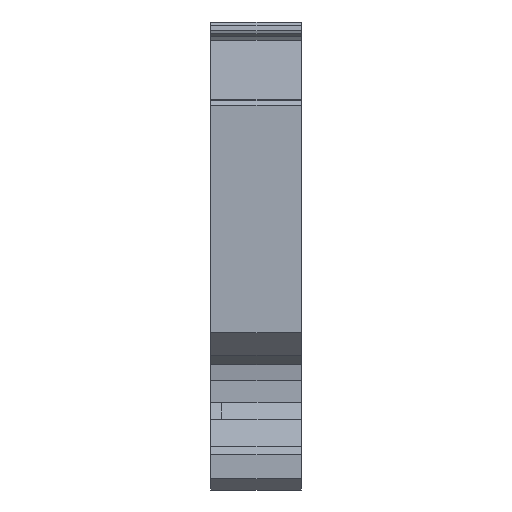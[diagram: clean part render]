
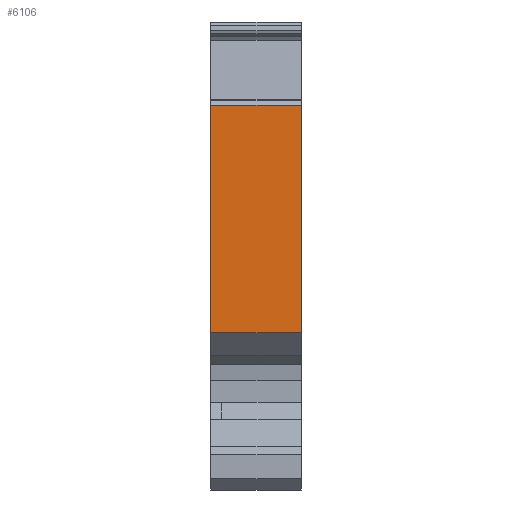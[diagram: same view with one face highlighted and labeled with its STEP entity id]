
A CAD part, left-side view. The second image highlights one B-rep face of the part: STEP entity #6106.
In plain terms, the highlighted free-form (B-spline) face has degree [1, 1] with [2, 2] control points.
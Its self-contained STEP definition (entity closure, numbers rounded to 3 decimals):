
#537=CARTESIAN_POINT('',(-29.8,8.2,28.683));
#538=VERTEX_POINT('',#537);
#547=CARTESIAN_POINT('',(-29.8,0.,28.683));
#548=VERTEX_POINT('',#547);
#549=CARTESIAN_POINT('',(-29.8,8.2,28.683));
#550=CARTESIAN_POINT('',(-29.8,0.,28.683));
#551=B_SPLINE_CURVE_WITH_KNOTS('',1,(#549,#550),.POLYLINE_FORM.,.F.,.U.,(2,2),(0.,1.),.UNSPECIFIED.);
#552=EDGE_CURVE('',#538,#548,#551,.T.);
#2380=CARTESIAN_POINT('',(-29.8,8.2,8.1));
#2381=VERTEX_POINT('',#2380);
#2395=CARTESIAN_POINT('',(-29.8,0.,8.1));
#2396=VERTEX_POINT('',#2395);
#2403=CARTESIAN_POINT('',(-29.8,0.,8.1));
#2404=CARTESIAN_POINT('',(-29.8,8.2,8.1));
#2405=B_SPLINE_CURVE_WITH_KNOTS('',1,(#2403,#2404),.POLYLINE_FORM.,.F.,.U.,(2,2),(0.,1.),.UNSPECIFIED.);
#2406=EDGE_CURVE('',#2396,#2381,#2405,.T.);
#5836=CARTESIAN_POINT('',(-29.8,8.2,28.683));
#5837=CARTESIAN_POINT('',(-29.8,8.2,8.1));
#5838=B_SPLINE_CURVE_WITH_KNOTS('',1,(#5836,#5837),.POLYLINE_FORM.,.F.,.U.,(2,2),(0.,1.),.UNSPECIFIED.);
#5839=EDGE_CURVE('',#538,#2381,#5838,.T.);
#6091=CARTESIAN_POINT('',(-29.8,-1.005,5.187));
#6092=CARTESIAN_POINT('',(-29.8,9.205,5.187));
#6093=CARTESIAN_POINT('',(-29.8,-1.005,30.747));
#6094=CARTESIAN_POINT('',(-29.8,9.205,30.747));
#6095=B_SPLINE_SURFACE_WITH_KNOTS('',1,1,((#6091,#6092),(#6093,#6094)),.PLANE_SURF.,.F.,.F.,.U.,(2,2),(2,2),(0.,1.),(0.,1.),.UNSPECIFIED.);
#6096=ORIENTED_EDGE('',*,*,#552,.F.);
#6097=ORIENTED_EDGE('',*,*,#5839,.T.);
#6098=ORIENTED_EDGE('',*,*,#2406,.F.);
#6099=CARTESIAN_POINT('',(-29.8,0.,28.683));
#6100=CARTESIAN_POINT('',(-29.8,0.,8.1));
#6101=B_SPLINE_CURVE_WITH_KNOTS('',1,(#6099,#6100),.POLYLINE_FORM.,.F.,.U.,(2,2),(0.,1.),.UNSPECIFIED.);
#6102=EDGE_CURVE('',#548,#2396,#6101,.T.);
#6103=ORIENTED_EDGE('',*,*,#6102,.F.);
#6104=EDGE_LOOP('',(#6096,#6097,#6098,#6103));
#6105=FACE_OUTER_BOUND('',#6104,.T.);
#6106=ADVANCED_FACE('',(#6105),#6095,.T.);
